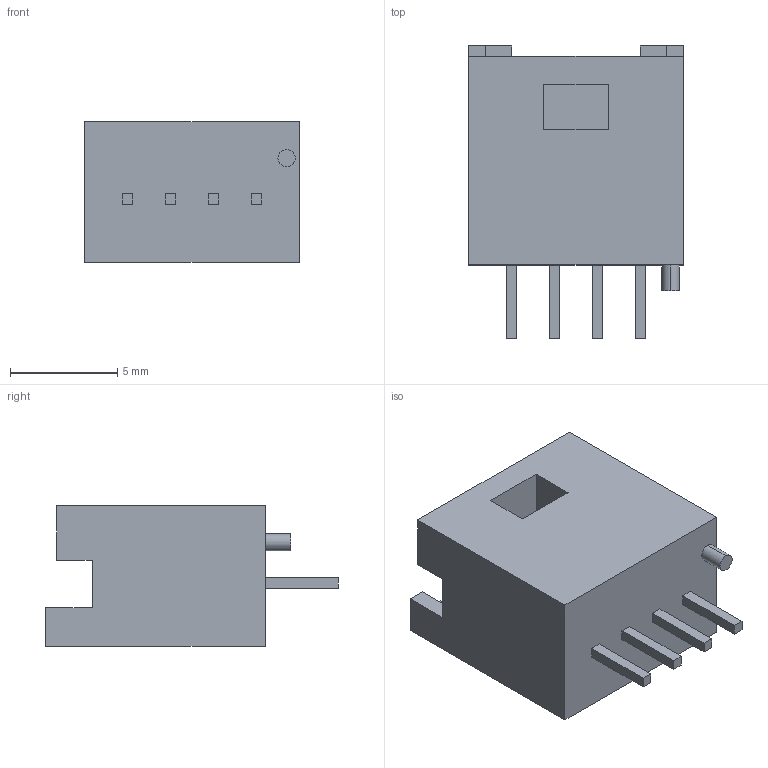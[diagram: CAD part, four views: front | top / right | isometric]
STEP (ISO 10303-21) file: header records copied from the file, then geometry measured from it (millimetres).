
FILE_DESCRIPTION (( 'STEP AP214' ), '1' );
FILE_NAME ('B04B-PNISK-1A (LF)(SN).STEP', '2010-06-09T07:04:29', ( 'JSTOEC' ), ( '' ), 'SwSTEP 2.0', 'SolidWorks 2005235', '' );
FILE_SCHEMA (( 'AUTOMOTIVE_DESIGN' ));
Length unit declared in the file: millimetre
Products named in the file (1): B04B-PNISK-1A (LF)(SN)
Bounding box: 10 x 13.6 x 6.55 mm (x, y, z)
Volume: 401.5 mm3; surface area: 701.2 mm2
Topology: 1 solids, 1 shells, 69 faces, 174 edges, 116 vertices
Faces by surface type: plane 67, cylinder 2
Entity records: 2499 total; most frequent: CARTESIAN_POINT 360, ORIENTED_EDGE 348, DIRECTION 318, EDGE_CURVE 174, VECTOR 170, LINE 170, VERTEX_POINT 116, EDGE_LOOP 80
